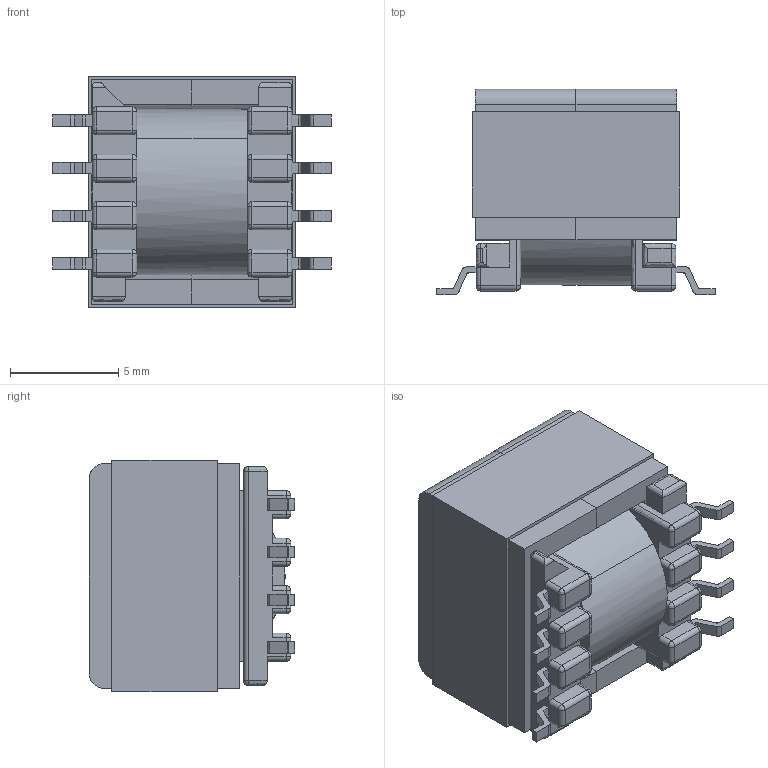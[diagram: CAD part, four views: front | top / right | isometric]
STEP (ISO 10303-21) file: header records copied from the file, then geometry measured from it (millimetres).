
FILE_DESCRIPTION(('FreeCAD Model'),'2;1');
FILE_NAME('Open CASCADE Shape Model','2025-04-29T07:18:53',('FreeCAD'),( 'FreeCAD'),'Open CASCADE STEP processor 7.6','FreeCAD','Unknown');
FILE_SCHEMA(('AUTOMOTIVE_DESIGN { 1 0 10303 214 1 1 1 1 }'));
Length unit declared in the file: millimetre
Products named in the file (1): Open CASCADE STEP translator 7.6 1
Bounding box: 12.86 x 9.48 x 10.67 mm (x, y, z)
Volume: 792.8 mm3; surface area: 1820.7 mm2
Topology: 5 solids, 5 shells, 335 faces, 847 edges, 498 vertices
Faces by surface type: bspline 335
Entity records: 9353 total; most frequent: CARTESIAN_POINT 4658, ORIENTED_EDGE 1622, EDGE_CURVE 811, B_SPLINE_CURVE_WITH_KNOTS 542, VERTEX_POINT 498, FACE_BOUND 353, EDGE_LOOP 353, ADVANCED_FACE 335
